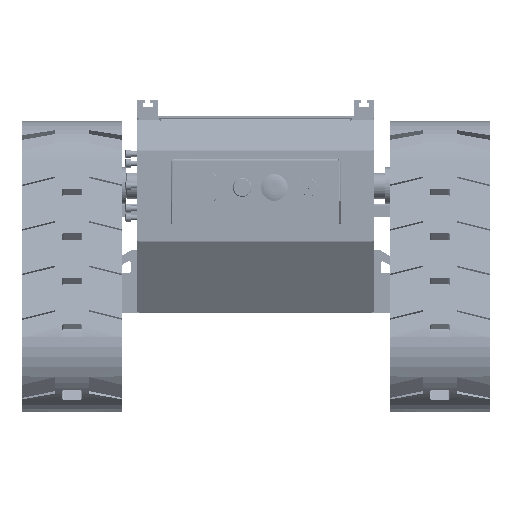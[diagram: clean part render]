
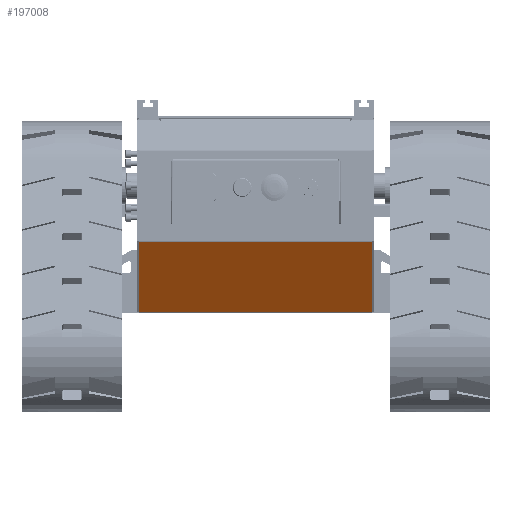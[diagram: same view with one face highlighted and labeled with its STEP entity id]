
A CAD part, left-side view. The second image highlights one B-rep face of the part: STEP entity #197008.
In plain terms, the highlighted planar face has unit normal (-0.839, 0, -0.545).
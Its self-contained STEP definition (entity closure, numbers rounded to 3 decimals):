
#7510 = DIRECTION ( 'NONE',  ( -0.545, 0., 0.839 ) ) ;
#13283 = CARTESIAN_POINT ( 'NONE',  ( -256.402, -63.328, 843.471 ) ) ;
#25904 = ORIENTED_EDGE ( 'NONE', *, *, #187980, .T. ) ;
#26462 = PLANE ( 'NONE',  #227484 ) ;
#40487 = DIRECTION ( 'NONE',  ( 0.545, 0., -0.839 ) ) ;
#47656 = VECTOR ( 'NONE', #105750, 1000. ) ;
#59086 = ORIENTED_EDGE ( 'NONE', *, *, #192125, .F. ) ;
#65554 = CARTESIAN_POINT ( 'NONE',  ( -188.5, -63.328, 738.911 ) ) ;
#77080 = LINE ( 'NONE', #171655, #218047 ) ;
#77276 = EDGE_CURVE ( 'NONE', #194896, #149958, #77080, .T. ) ;
#91586 = CARTESIAN_POINT ( 'NONE',  ( -256.402, 285.672, 843.471 ) ) ;
#99253 = EDGE_CURVE ( 'NONE', #113065, #108186, #124292, .T. ) ;
#105750 = DIRECTION ( 'NONE',  ( 0.545, 0., -0.839 ) ) ;
#108186 = VERTEX_POINT ( 'NONE', #91586 ) ;
#113065 = VERTEX_POINT ( 'NONE', #152590 ) ;
#114950 = DIRECTION ( 'NONE',  ( 0., 1., 0. ) ) ;
#124292 = LINE ( 'NONE', #13283, #199276 ) ;
#142294 = CARTESIAN_POINT ( 'NONE',  ( -188.5, 285.672, 738.911 ) ) ;
#144392 = DIRECTION ( 'NONE',  ( 0., 1., 0. ) ) ;
#149958 = VERTEX_POINT ( 'NONE', #228655 ) ;
#152590 = CARTESIAN_POINT ( 'NONE',  ( -256.402, -63.328, 843.471 ) ) ;
#161198 = LINE ( 'NONE', #142294, #47656 ) ;
#171655 = CARTESIAN_POINT ( 'NONE',  ( -188.648, -63.328, 739.138 ) ) ;
#180224 = DIRECTION ( 'NONE',  ( 0.839, 0., 0.545 ) ) ;
#181857 = ORIENTED_EDGE ( 'NONE', *, *, #77276, .F. ) ;
#187980 = EDGE_CURVE ( 'NONE', #108186, #149958, #161198, .T. ) ;
#191117 = ORIENTED_EDGE ( 'NONE', *, *, #99253, .T. ) ;
#192125 = EDGE_CURVE ( 'NONE', #113065, #194896, #213121, .T. ) ;
#194896 = VERTEX_POINT ( 'NONE', #209862 ) ;
#197008 = ADVANCED_FACE ( 'NONE', ( #239416 ), #26462, .F. ) ;
#199276 = VECTOR ( 'NONE', #144392, 1000. ) ;
#209862 = CARTESIAN_POINT ( 'NONE',  ( -188.648, -63.328, 739.138 ) ) ;
#213121 = LINE ( 'NONE', #215639, #218348 ) ;
#215639 = CARTESIAN_POINT ( 'NONE',  ( -188.5, -63.328, 738.911 ) ) ;
#218047 = VECTOR ( 'NONE', #114950, 1000. ) ;
#218348 = VECTOR ( 'NONE', #40487, 1000. ) ;
#227484 = AXIS2_PLACEMENT_3D ( 'NONE', #65554, #180224, #7510 ) ;
#228655 = CARTESIAN_POINT ( 'NONE',  ( -188.648, 285.672, 739.138 ) ) ;
#238157 = EDGE_LOOP ( 'NONE', ( #25904, #181857, #59086, #191117 ) ) ;
#239416 = FACE_OUTER_BOUND ( 'NONE', #238157, .T. ) ;
